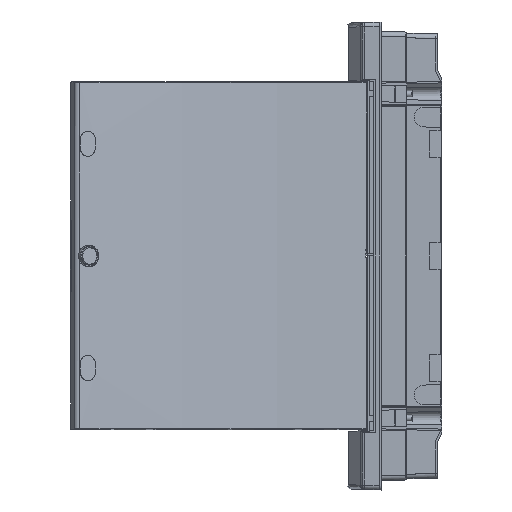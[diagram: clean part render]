
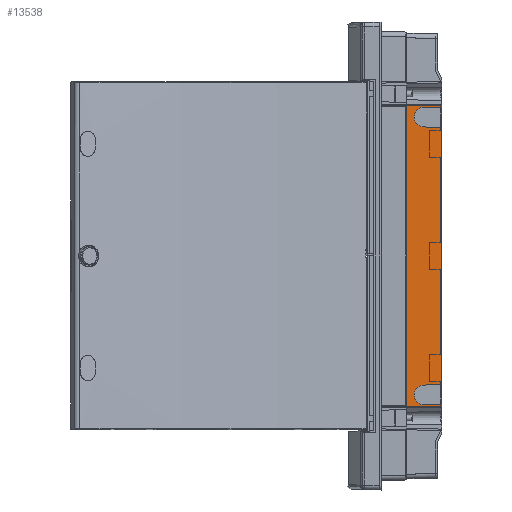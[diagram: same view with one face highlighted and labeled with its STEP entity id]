
A CAD part, left-side view. The second image highlights one B-rep face of the part: STEP entity #13538.
In plain terms, the highlighted planar face has unit normal (-1, -0.018, 0).
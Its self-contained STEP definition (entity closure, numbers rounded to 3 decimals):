
#533=CIRCLE('',#14175,10.935);
#581=CIRCLE('',#14430,10.935);
#2318=ORIENTED_EDGE('',*,*,#4984,.T.);
#2319=ORIENTED_EDGE('',*,*,#5587,.T.);
#2320=ORIENTED_EDGE('',*,*,#5586,.T.);
#2321=ORIENTED_EDGE('',*,*,#5583,.T.);
#2322=ORIENTED_EDGE('',*,*,#4980,.F.);
#2323=ORIENTED_EDGE('',*,*,#5582,.F.);
#2324=ORIENTED_EDGE('',*,*,#5382,.T.);
#2325=ORIENTED_EDGE('',*,*,#5091,.T.);
#2326=ORIENTED_EDGE('',*,*,#4952,.T.);
#2327=ORIENTED_EDGE('',*,*,#5090,.F.);
#2328=ORIENTED_EDGE('',*,*,#5086,.F.);
#2329=ORIENTED_EDGE('',*,*,#5083,.F.);
#4952=EDGE_CURVE('',#6940,#6939,#8258,.T.);
#4980=EDGE_CURVE('',#6967,#6968,#8282,.T.);
#4984=EDGE_CURVE('',#6972,#6971,#8286,.T.);
#5083=EDGE_CURVE('',#6972,#7042,#8353,.T.);
#5086=EDGE_CURVE('',#7042,#7044,#533,.T.);
#5090=EDGE_CURVE('',#7044,#6939,#8356,.T.);
#5091=EDGE_CURVE('',#7046,#6940,#8357,.T.);
#5382=EDGE_CURVE('',#7232,#7046,#8620,.T.);
#5582=EDGE_CURVE('',#7232,#6967,#8789,.T.);
#5583=EDGE_CURVE('',#7349,#6968,#8790,.T.);
#5586=EDGE_CURVE('',#7350,#7349,#581,.T.);
#5587=EDGE_CURVE('',#6971,#7350,#8791,.T.);
#6939=VERTEX_POINT('',#19236);
#6940=VERTEX_POINT('',#19238);
#6967=VERTEX_POINT('',#19292);
#6968=VERTEX_POINT('',#19294);
#6971=VERTEX_POINT('',#19300);
#6972=VERTEX_POINT('',#19302);
#7042=VERTEX_POINT('',#19594);
#7044=VERTEX_POINT('',#19600);
#7046=VERTEX_POINT('',#19609);
#7232=VERTEX_POINT('',#20222);
#7349=VERTEX_POINT('',#20656);
#7350=VERTEX_POINT('',#20660);
#8258=LINE('',#19237,#9704);
#8282=LINE('',#19293,#9728);
#8286=LINE('',#19301,#9732);
#8353=LINE('',#19593,#9799);
#8356=LINE('',#19606,#9802);
#8357=LINE('',#19608,#9803);
#8620=LINE('',#20221,#10066);
#8789=LINE('',#20653,#10235);
#8790=LINE('',#20655,#10236);
#8791=LINE('',#20663,#10237);
#9704=VECTOR('',#15399,1000.);
#9728=VECTOR('',#15431,1000.);
#9732=VECTOR('',#15435,1000.);
#9799=VECTOR('',#15572,1000.);
#9802=VECTOR('',#15587,1000.);
#9803=VECTOR('',#15590,1000.);
#10066=VECTOR('',#16117,1000.);
#10235=VECTOR('',#16514,1000.);
#10236=VECTOR('',#16517,1000.);
#10237=VECTOR('',#16528,1000.);
#11349=EDGE_LOOP('',(#2318,#2319,#2320,#2321,#2322,#2323,#2324,#2325,#2326,
#2327,#2328,#2329));
#12200=FACE_BOUND('',#11349,.T.);
#12974=PLANE('',#14442);
#13538=ADVANCED_FACE('',(#12200),#12974,.T.);
#14175=AXIS2_PLACEMENT_3D('',#19599,#15578,#15579);
#14430=AXIS2_PLACEMENT_3D('',#20661,#16524,#16525);
#14442=AXIS2_PLACEMENT_3D('',#20704,#16573,#16574);
#15399=DIRECTION('',(0.,0.,1.));
#15431=DIRECTION('',(0.,0.,-1.));
#15435=DIRECTION('',(0.,0.,1.));
#15572=DIRECTION('',(-0.017,1.,-0.017));
#15578=DIRECTION('',(-1.,-0.017,0.));
#15579=DIRECTION('',(-0.017,1.,0.));
#15587=DIRECTION('',(0.017,-1.,-0.017));
#15590=DIRECTION('',(0.017,-1.,0.012));
#16117=DIRECTION('',(0.,0.,-1.));
#16514=DIRECTION('',(0.017,-1.,-0.012));
#16517=DIRECTION('',(0.017,-1.,0.017));
#16524=DIRECTION('',(1.,0.017,0.));
#16525=DIRECTION('',(-0.017,1.,0.));
#16528=DIRECTION('',(-0.017,1.,0.017));
#16573=DIRECTION('',(-1.,-0.017,0.));
#16574=DIRECTION('',(-0.017,1.,0.));
#19236=CARTESIAN_POINT('',(-183.808,-0.3,-166.138));
#19237=CARTESIAN_POINT('',(-183.808,-0.3,-115.945));
#19238=CARTESIAN_POINT('',(-183.808,-0.3,-169.008));
#19292=CARTESIAN_POINT('',(-183.808,-0.3,169.008));
#19293=CARTESIAN_POINT('',(-183.808,-0.3,240.945));
#19294=CARTESIAN_POINT('',(-183.808,-0.3,166.138));
#19300=CARTESIAN_POINT('',(-183.808,-0.3,143.564));
#19301=CARTESIAN_POINT('',(-183.808,-0.3,-115.945));
#19302=CARTESIAN_POINT('',(-183.808,-0.3,-143.564));
#19593=CARTESIAN_POINT('',(-184.519,40.487,-144.276));
#19594=CARTESIAN_POINT('',(-184.159,19.857,-143.916));
#19599=CARTESIAN_POINT('',(-184.159,19.857,-154.851));
#19600=CARTESIAN_POINT('',(-184.159,19.857,-165.786));
#19606=CARTESIAN_POINT('',(-184.467,37.483,-165.479));
#19608=CARTESIAN_POINT('',(-184.505,39.681,-169.501));
#19609=CARTESIAN_POINT('',(-184.49,38.8,-169.49));
#20221=CARTESIAN_POINT('',(-184.49,38.8,240.945));
#20222=CARTESIAN_POINT('',(-184.49,38.8,169.49));
#20653=CARTESIAN_POINT('',(-184.505,39.681,169.501));
#20655=CARTESIAN_POINT('',(-184.467,37.483,165.479));
#20656=CARTESIAN_POINT('',(-184.159,19.857,165.786));
#20660=CARTESIAN_POINT('',(-184.159,19.857,143.916));
#20661=CARTESIAN_POINT('',(-184.159,19.857,154.851));
#20663=CARTESIAN_POINT('',(-184.519,40.487,144.276));
#20704=CARTESIAN_POINT('',(-184.49,38.8,240.945));
